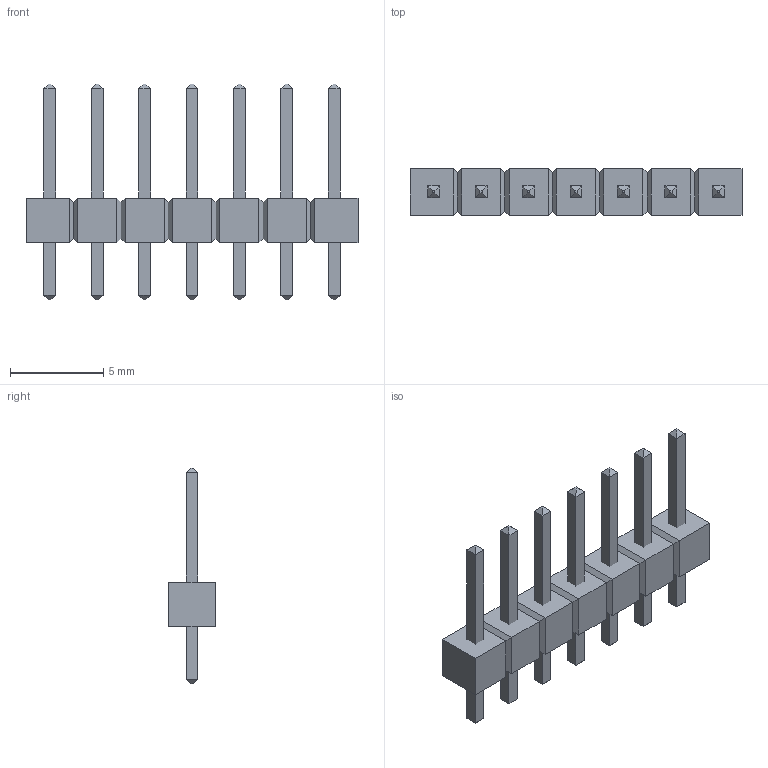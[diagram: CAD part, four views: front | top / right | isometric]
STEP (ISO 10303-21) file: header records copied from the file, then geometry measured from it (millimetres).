
FILE_DESCRIPTION(('FreeCAD Model'),'2;1');
FILE_NAME('1646969.1.1.stp','2023-05-05T09:31:06',( 'Author'),(''),'Open CASCADE STEP processor 6.9','FreeCAD','Unknown' );
FILE_SCHEMA(('AUTOMOTIVE_DESIGN { 1 0 10303 214 1 1 1 1 }'));
Length unit declared in the file: millimetre
Products named in the file (3): ASSEMBLY; Body; LeadsArray
Assembly tree (2 placements, depth 2):
  ASSEMBLY
    Body
    LeadsArray
Bounding box: 17.78 x 2.5 x 11.55 mm (x, y, z)
Volume: 135.3 mm3; surface area: 398.8 mm2
Topology: 8 solids, 8 shells, 176 faces, 352 edges, 192 vertices
Faces by surface type: plane 176
Entity records: 8880 total; most frequent: CARTESIAN_POINT 1523, DIRECTION 1318, LINE 960, VECTOR 960, ORIENTED_EDGE 704, PCURVE 704, DEFINITIONAL_REPRESENTATION 704, EDGE_CURVE 352
